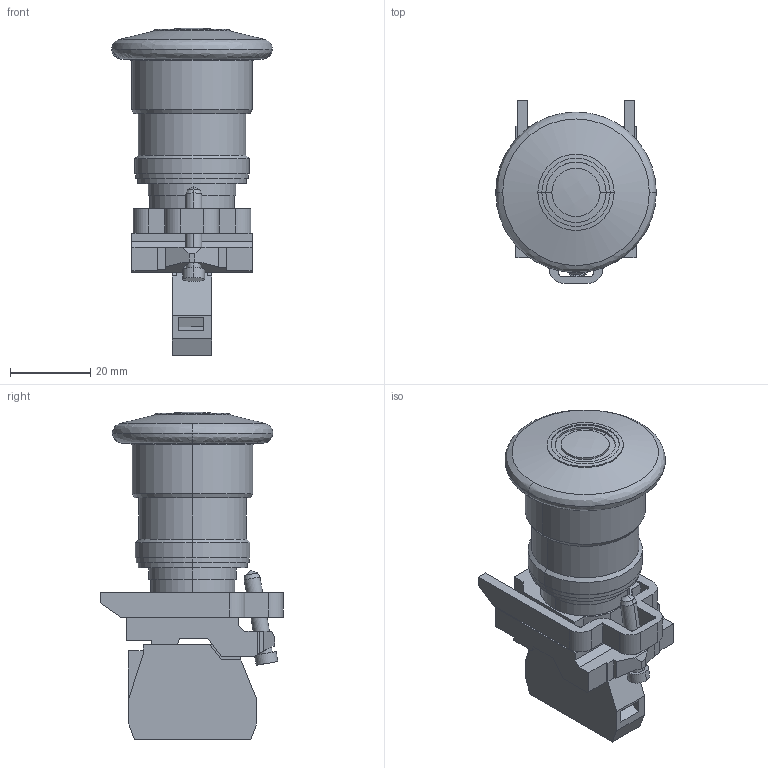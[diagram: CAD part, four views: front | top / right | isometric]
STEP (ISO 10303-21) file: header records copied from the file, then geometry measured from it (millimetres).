
FILE_DESCRIPTION (( 'STEP AP214' ), '1' );
FILE_NAME ('xb4_bt42.STEP', '2024-02-22T10:34:53', ( '' ), ( '' ), 'SwSTEP 2.0', 'SolidWorks 2022', '' );
FILE_SCHEMA (( 'AUTOMOTIVE_DESIGN' ));
Length unit declared in the file: millimetre
Products named in the file (6): xb4_bt42_01; xb4_bt42_05; xb4_bt42_04; xb4_bt42; xb4_bt42_02; xb4_bt42_03
Assembly tree (5 placements, depth 2):
  xb4_bt42
    xb4_bt42_01
    xb4_bt42_02
    xb4_bt42_03
    xb4_bt42_04
    xb4_bt42_05
Bounding box: 40 x 45.48 x 81.43 mm (x, y, z)
Volume: 46118.4 mm3; surface area: 15465.3 mm2
Topology: 5 solids, 5 shells, 185 faces, 462 edges, 297 vertices
Faces by surface type: plane 109, cylinder 52, cone 18, bspline 6
Entity records: 6073 total; most frequent: CARTESIAN_POINT 1082, DIRECTION 938, ORIENTED_EDGE 920, EDGE_CURVE 460, VECTOR 328, LINE 328, AXIS2_PLACEMENT_3D 305, VERTEX_POINT 297
